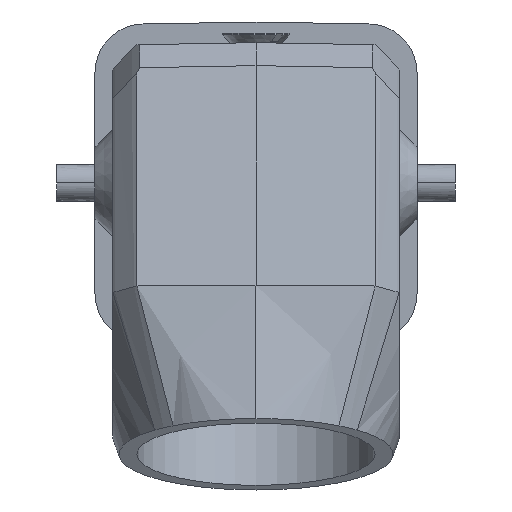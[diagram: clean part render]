
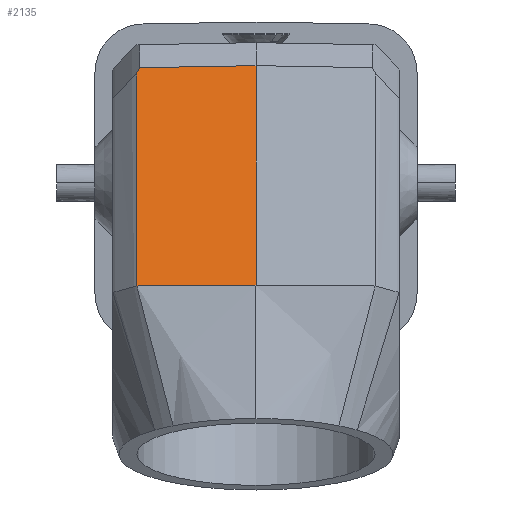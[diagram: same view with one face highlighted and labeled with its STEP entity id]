
A CAD part, top view. The second image highlights one B-rep face of the part: STEP entity #2135.
In plain terms, the highlighted planar face has unit normal (-0.018, 0.259, 0.966).
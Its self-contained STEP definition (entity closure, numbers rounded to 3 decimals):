
#870=PLANE('',#5322);
#1052=FACE_OUTER_BOUND('',#2472,.T.);
#1467=LINE('',#8179,#1893);
#1468=LINE('',#8181,#1894);
#1469=LINE('',#8188,#1895);
#1893=VECTOR('',#6200,1.);
#1894=VECTOR('',#6201,1.);
#1895=VECTOR('',#6202,1.);
#2135=ADVANCED_FACE('',(#1052),#870,.F.);
#2472=EDGE_LOOP('',(#3524,#3525,#3526,#3527,#3528,#3529));
#3524=ORIENTED_EDGE('',*,*,#4726,.F.);
#3525=ORIENTED_EDGE('',*,*,#4727,.F.);
#3526=ORIENTED_EDGE('',*,*,#4728,.T.);
#3527=ORIENTED_EDGE('',*,*,#4729,.F.);
#3528=ORIENTED_EDGE('',*,*,#4730,.F.);
#3529=ORIENTED_EDGE('',*,*,#4731,.F.);
#4162=VERTEX_POINT('',#8170);
#4163=VERTEX_POINT('',#8171);
#4164=VERTEX_POINT('',#8178);
#4165=VERTEX_POINT('',#8180);
#4166=VERTEX_POINT('',#8182);
#4167=VERTEX_POINT('',#8187);
#4726=EDGE_CURVE('',#4162,#4163,#4905,.T.);
#4727=EDGE_CURVE('',#4164,#4162,#4906,.T.);
#4728=EDGE_CURVE('',#4164,#4165,#1467,.T.);
#4729=EDGE_CURVE('',#4166,#4165,#1468,.T.);
#4730=EDGE_CURVE('',#4167,#4166,#4907,.T.);
#4731=EDGE_CURVE('',#4163,#4167,#1469,.T.);
#4905=B_SPLINE_CURVE_WITH_KNOTS('',3,(#8166,#8167,#8168,#8169),
 .UNSPECIFIED.,.F.,.F.,(4,4),(0.,1.),.UNSPECIFIED.);
#4906=B_SPLINE_CURVE_WITH_KNOTS('',2,(#8172,#8173,#8174,#8175,#8176,#8177),
 .UNSPECIFIED.,.F.,.F.,(3,1,1,1,3),(0.,0.258,0.515,
0.773,1.),.UNSPECIFIED.);
#4907=B_SPLINE_CURVE_WITH_KNOTS('',3,(#8183,#8184,#8185,#8186),
 .UNSPECIFIED.,.F.,.F.,(4,4),(0.,1.),.UNSPECIFIED.);
#5322=AXIS2_PLACEMENT_3D('',#8189,#6203,#6204);
#6200=DIRECTION('',(0.,0.966,-0.259));
#6201=DIRECTION('',(1.,0.017,0.013));
#6202=DIRECTION('',(0.,0.966,-0.259));
#6203=DIRECTION('',(0.017,-0.259,-0.966));
#6204=DIRECTION('',(-1.,-0.005,-0.017));
#8166=CARTESIAN_POINT('',(-9.691,-8.708,36.712));
#8167=CARTESIAN_POINT('',(-9.789,-8.708,36.71));
#8168=CARTESIAN_POINT('',(-9.888,-8.709,36.708));
#8169=CARTESIAN_POINT('',(-9.986,-8.709,36.707));
#8170=CARTESIAN_POINT('',(-9.691,-8.707,36.712));
#8171=CARTESIAN_POINT('',(-9.986,-8.709,36.707));
#8172=CARTESIAN_POINT('',(0.,-8.664,36.875));
#8173=CARTESIAN_POINT('',(-1.248,-8.669,36.854));
#8174=CARTESIAN_POINT('',(-3.745,-8.681,36.812));
#8175=CARTESIAN_POINT('',(-6.241,-8.692,36.77));
#8176=CARTESIAN_POINT('',(-8.59,-8.702,36.73));
#8177=CARTESIAN_POINT('',(-9.691,-8.707,36.712));
#8178=CARTESIAN_POINT('',(0.,-8.664,36.875));
#8179=CARTESIAN_POINT('',(0.,-8.664,36.875));
#8180=CARTESIAN_POINT('',(0.,9.768,31.936));
#8181=CARTESIAN_POINT('',(-9.236,9.607,31.812));
#8182=CARTESIAN_POINT('',(-9.739,9.598,31.806));
#8183=CARTESIAN_POINT('',(-9.986,9.153,31.92));
#8184=CARTESIAN_POINT('',(-9.905,9.302,31.882));
#8185=CARTESIAN_POINT('',(-9.822,9.45,31.844));
#8186=CARTESIAN_POINT('',(-9.739,9.598,31.806));
#8187=CARTESIAN_POINT('',(-9.986,9.153,31.92));
#8188=CARTESIAN_POINT('',(-9.986,-19.817,39.683));
#8189=CARTESIAN_POINT('',(0.,-9.774,37.173));
